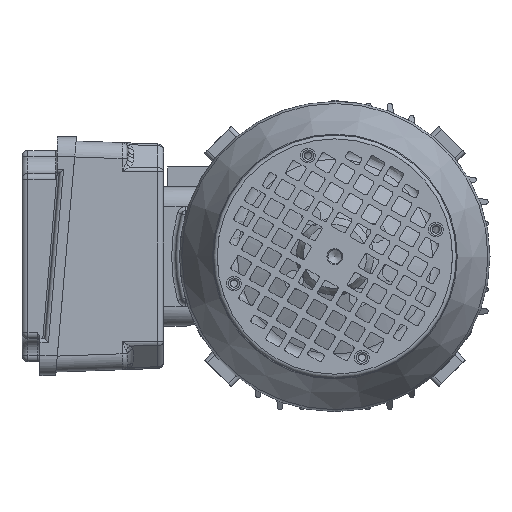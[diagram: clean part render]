
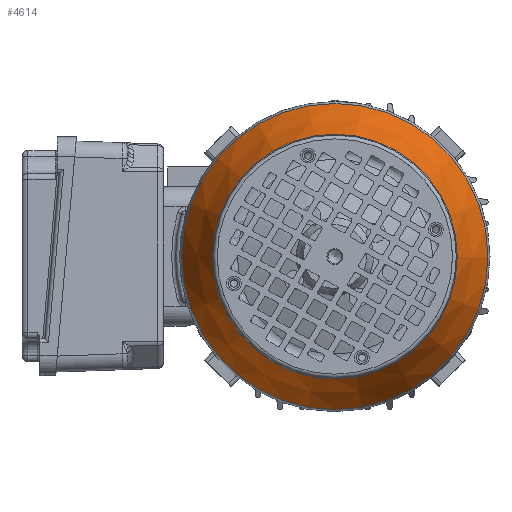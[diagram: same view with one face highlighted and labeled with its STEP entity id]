
A CAD part, front view. The second image highlights one B-rep face of the part: STEP entity #4614.
In plain terms, the highlighted conical face has half-angle 25 degrees and reference radius 77.91 mm.
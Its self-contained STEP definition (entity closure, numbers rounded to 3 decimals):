
#4614 = ADVANCED_FACE( '', ( #10194, #10195 ), #10196, .T. );
#10194 = FACE_OUTER_BOUND( '', #27515, .T. );
#10195 = FACE_BOUND( '', #27516, .T. );
#10196 = CONICAL_SURFACE( '', #27517, 77.91, 0.436 );
#27515 = EDGE_LOOP( '', ( #47031 ) );
#27516 = EDGE_LOOP( '', ( #47032 ) );
#27517 = AXIS2_PLACEMENT_3D( '', #47033, #47034, #47035 );
#47031 = ORIENTED_EDGE( '', *, *, #56267, .T. );
#47032 = ORIENTED_EDGE( '', *, *, #57831, .T. );
#47033 = CARTESIAN_POINT( '', ( 0., -30.502, 0. ) );
#47034 = DIRECTION( '', ( 0., 1., 0. ) );
#47035 = DIRECTION( '', ( -0.501, 0., -0.866 ) );
#56267 = EDGE_CURVE( '', #65766, #65766, #65767, .T. );
#57831 = EDGE_CURVE( '', #67767, #67767, #67768, .T. );
#65766 = VERTEX_POINT( '', #84825 );
#65767 = CIRCLE( '', #84826, 76.889 );
#67767 = VERTEX_POINT( '', #90053 );
#67768 = CIRCLE( '', #90054, 61.468 );
#84825 = CARTESIAN_POINT( '', ( 38.484, -32.692, 66.565 ) );
#84826 = AXIS2_PLACEMENT_3D( '', #97910, #97911, #97912 );
#90053 = CARTESIAN_POINT( '', ( -30.766, -65.761, -53.215 ) );
#90054 = AXIS2_PLACEMENT_3D( '', #99739, #99740, #99741 );
#97910 = CARTESIAN_POINT( '', ( 0., -32.692, 0. ) );
#97911 = DIRECTION( '', ( 0., -1., 0. ) );
#97912 = DIRECTION( '', ( 0.501, 0., 0.866 ) );
#99739 = CARTESIAN_POINT( '', ( 0., -65.761, 0. ) );
#99740 = DIRECTION( '', ( 0., 1., 0. ) );
#99741 = DIRECTION( '', ( -0.501, 0., -0.866 ) );
